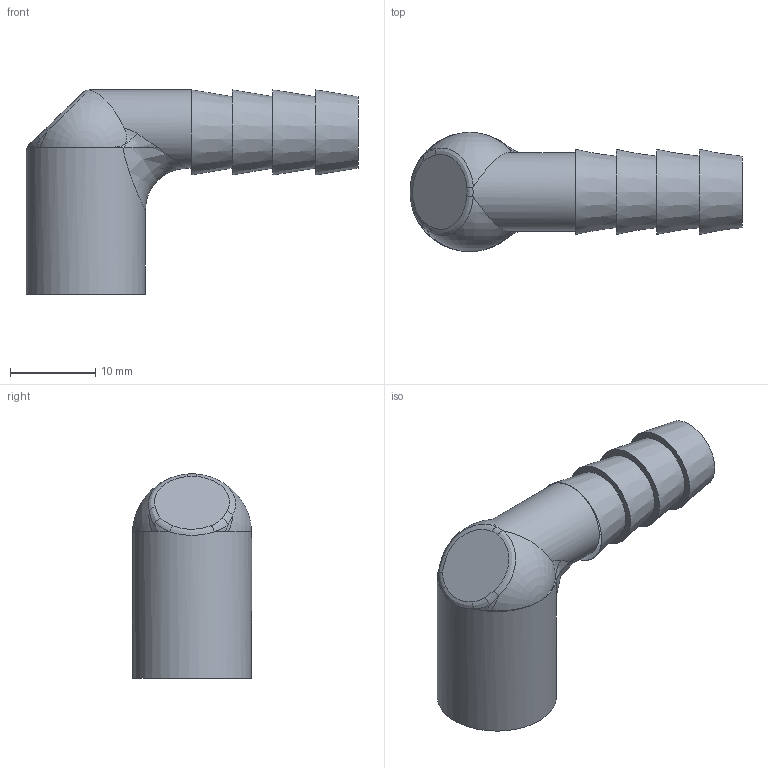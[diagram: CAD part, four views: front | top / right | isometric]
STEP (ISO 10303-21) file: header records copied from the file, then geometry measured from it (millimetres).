
FILE_DESCRIPTION(/* description */ ('Unknown'),/* implementation_level */ '2;1');
FILE_NAME(/* name */ 'R-222-SL-DN6',/* time_stamp */ '2024-07-23T11:18:17+08:00',/* author */ ('Unknown'),/* organization */ ('Unknown'),/* preprocessor_version */ 'ST-DEVELOPER v16.7',/* originating_system */ 'DEX',/* authorisation */ $);
FILE_SCHEMA (('AUTOMOTIVE_DESIGN {1 0 10303 214 3 1 1}'));
Length unit declared in the file: millimetre
Products named in the file (1): R-222-SL-DN6
Bounding box: 39 x 14 x 24 mm (x, y, z)
Volume: 4046 mm3; surface area: 2633.2 mm2
Topology: 1 solids, 1 shells, 39 faces, 88 edges, 51 vertices
Faces by surface type: bspline 16, plane 10, torus 4, cone 4, cylinder 3, sphere 2
Full cylindrical faces by diameter (mm): 9.2 x1, 9.7 x1, 14 x1
Entity records: 1979 total; most frequent: CARTESIAN_POINT 1248, ORIENTED_EDGE 148, DIRECTION 122, EDGE_CURVE 74, AXIS2_PLACEMENT_3D 61, EDGE_LOOP 53, FACE_BOUND 53, VERTEX_POINT 49
